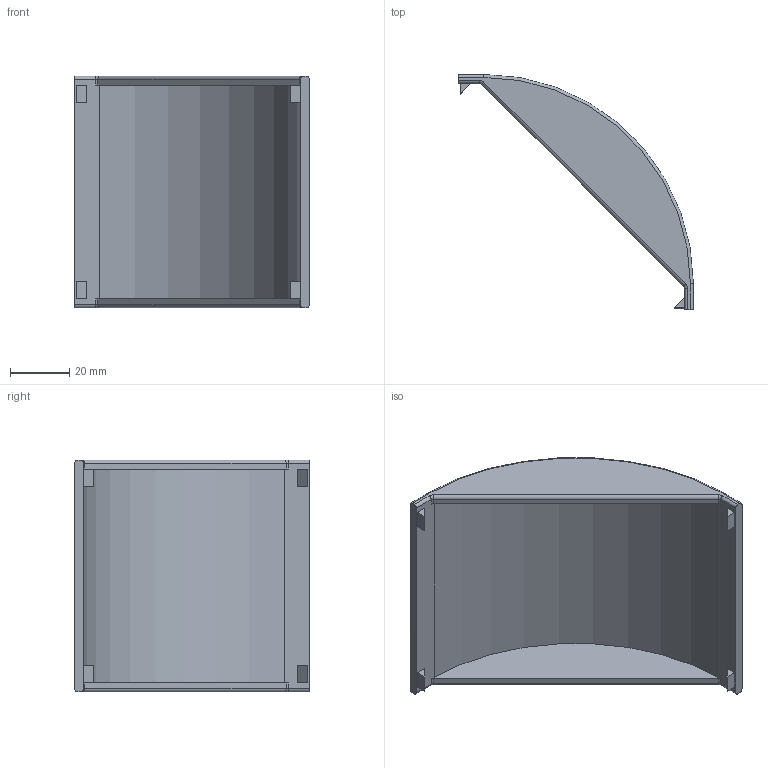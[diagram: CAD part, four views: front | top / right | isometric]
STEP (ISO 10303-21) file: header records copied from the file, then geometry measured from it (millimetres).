
FILE_DESCRIPTION (( 'STEP AP214' ), '1' );
FILE_NAME ('Çàãëóøêà óãëîâîãî ñîåäèíèòåëÿ 80x80.STEP', '2026-03-04T12:32:43', ( '' ), ( '' ), 'SwSTEP 2.0', 'SolidWorks 2021', '' );
FILE_SCHEMA (( 'AUTOMOTIVE_DESIGN' ));
Length unit declared in the file: millimetre
Products named in the file (1): Çàãëóøêà óãëîâîãî ñîåäèíèòåëÿ 80x80
Bounding box: 79 x 79 x 78 mm (x, y, z)
Volume: 37592.2 mm3; surface area: 26145 mm2
Topology: 1 solids, 1 shells, 50 faces, 120 edges, 76 vertices
Faces by surface type: plane 28, cylinder 16, torus 6
Entity records: 1480 total; most frequent: DIRECTION 260, CARTESIAN_POINT 247, ORIENTED_EDGE 240, EDGE_CURVE 120, AXIS2_PLACEMENT_3D 89, VECTOR 82, LINE 82, VERTEX_POINT 76
